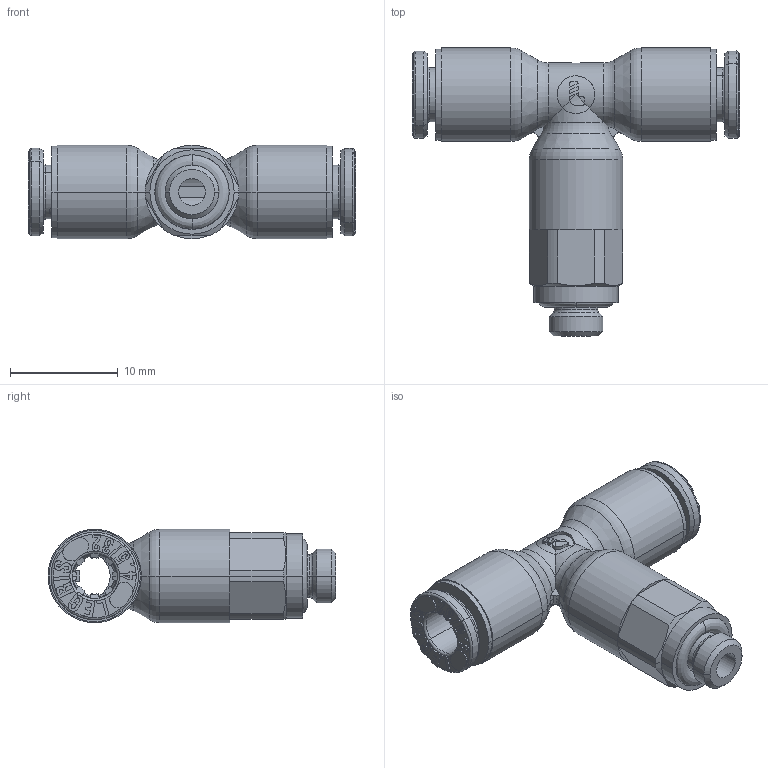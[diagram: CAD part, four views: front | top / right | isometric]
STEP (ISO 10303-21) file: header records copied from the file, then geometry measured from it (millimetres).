
FILE_DESCRIPTION(('STEP AP214'),'1');
FILE_NAME('6898_04_19.stp','2016-07-07T14:51:13',('TraceParts'),('TraceParts S.A.'),'Spatial InterOp 3D',' ',' ');
FILE_SCHEMA(('automotive_design'));
Length unit declared in the file: millimetre
Products named in the file (18): V898-04-19_ASM|Next assembly relationship#44104-64_ASM|Next assembly relationship#44104-26;44104-26; V898-04-19_ASM|Next assembly relationship#44104-64_ASM|Next assembly relationship#44104;44104; V898-04-19_ASM|Next assembly relationship#44104-64_ASM|Next assembly relationship#44104-27;44104-27; V898-04-19_ASM|Next assembly relationship#44104-64_ASM|Next assembly relationship#44124-20;44124-20; V898-04-19_ASM|Next assembly relationship#44524-04;44524-04; V898-04-19_ASM|Next assembly relationship#44104-11-10_ASS;44104-11-10_ASS; V898-04-19_ASM|Next assembly relationship#44210-17_AF0;44210-17_AF0; V898-04-19_ASM|Next assembly relationship#23953-24_ASM_D5-1_D6-9_LG1;23953-24_ASM_D5-1_D6-9_LG1
Bounding box: 30.38 x 26.68 x 8.65 mm (x, y, z)
Volume: 1745.1 mm3; surface area: 4038.7 mm2
Topology: 14 solids, 18 shells, 1502 faces, 3823 edges, 2381 vertices
Faces by surface type: plane 425, cylinder 307, torus 266, extrusion 198, cone 158, bspline 136, sphere 8, revolution 4
Entity records: 53206 total; most frequent: CARTESIAN_POINT 18057, ORIENTED_EDGE 7614, DIRECTION 6698, EDGE_CURVE 3815, AXIS2_PLACEMENT_3D 2484, VERTEX_POINT 2381, VECTOR 1726, EDGE_LOOP 1568
